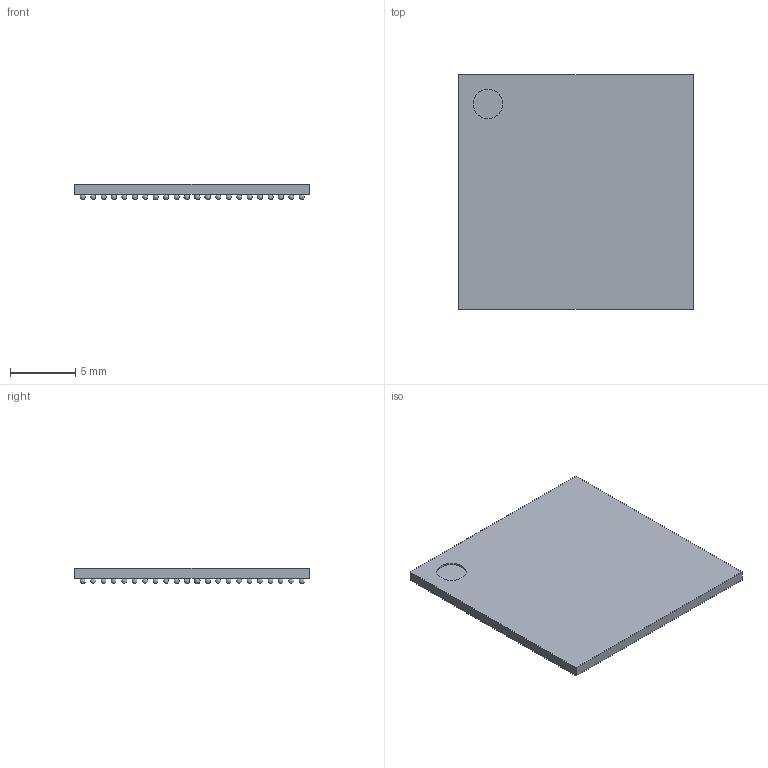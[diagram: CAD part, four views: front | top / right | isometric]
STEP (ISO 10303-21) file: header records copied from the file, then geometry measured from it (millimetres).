
FILE_DESCRIPTION(('FreeCAD Model'),'2;1');
FILE_NAME('19731148.2.1.stp','2024-07-22T12:25:59',( 'Author'),(''),'Open CASCADE STEP processor 6.9','FreeCAD','Unknown' );
FILE_SCHEMA(('AUTOMOTIVE_DESIGN { 1 0 10303 214 1 1 1 1 }'));
Length unit declared in the file: millimetre
Products named in the file (438): ASSEMBLY; A1; A2; A3; A4; A7; A8; A11; A12; A15; A16; A19; A20; A21; A22; B1; B2; B3; B4; B5; B7; B8; B9; B11; B12; B13; B15; B16; B17; B19; B20; B21; B22; C1; C2; C3; C4; C5; C6; C7 ...
Assembly tree (437 placements, depth 2):
  ASSEMBLY
    A1
    A2
    A3
    A4
    A7
    A8
    A11
    A12
    A15
    A16
    A19
    A20
    A21
    A22
    B1
    B2
    B3
    B4
    B5
    B7
    B8
    B9
    B11
    B12
    B13
    B15
    B16
    B17
    B19
    B20
    B21
    B22
    C1
    C2
    C3
    C4
    C5
    C6
    C7
    C8
    C9
    C10
    C11
    C12
    C13
    C14
    C15
    C16
    C17
    C18
    C19
    C20
    C21
    C22
    D1
    D2
    D3
    D4
    D5
Bounding box: 18 x 18 x 1.2 mm (x, y, z)
Volume: 267.2 mm3; surface area: 957.6 mm2
Topology: 437 solids, 437 shells, 444 faces, 1323 edges, 882 vertices
Faces by surface type: sphere 436, plane 7, cylinder 1
Full cylindrical faces by diameter (mm): 2.25 x1
Entity records: 17876 total; most frequent: DIRECTION 1811, CARTESIAN_POINT 1373, AXIS2_PLACEMENT_3D 884, PRODUCT_DEFINITION_SHAPE 875, VERTEX_POINT 446, FACE_BOUND 445, ADVANCED_FACE 444, SHAPE_DEFINITION_REPRESENTATION 438
